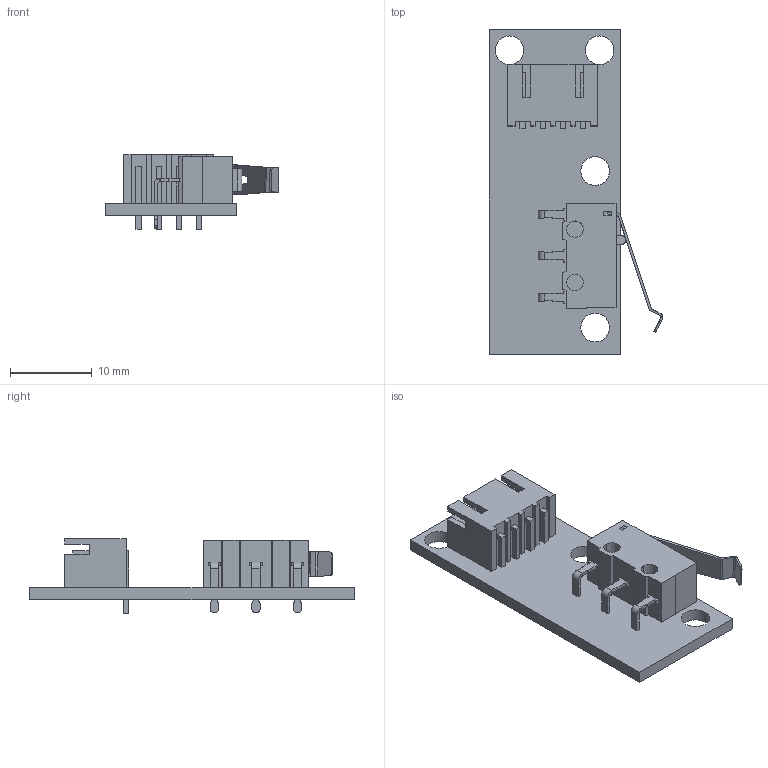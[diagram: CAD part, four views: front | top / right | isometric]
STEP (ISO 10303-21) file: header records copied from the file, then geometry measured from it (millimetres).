
FILE_DESCRIPTION(('CATIA V5 STEP Exchange'),'2;1');
FILE_NAME('Capteur fin de course.stp','2016-08-10T13:04:15+00:00',('none'),('none'),'CATIA Version 5 Release 19 GA (IN-10)','CATIA V5 STEP AP203','none');
FILE_SCHEMA(('CONFIG_CONTROL_DESIGN'));
Length unit declared in the file: millimetre
Products named in the file (2): Capteur fin de course; Capteur
Assembly tree (9 placements, depth 3):
  Capteur fin de course
    #56
    Capteur
      #2582
      #4113
      #4339
      #5410  x3
    #6335
Bounding box: 21.23 x 39.6 x 9.15 mm (x, y, z)
Volume: 1528.6 mm3; surface area: 2848.5 mm2
Topology: 12 solids, 12 shells, 292 faces, 803 edges, 534 vertices
Faces by surface type: plane 252, cylinder 40
Entity records: 7647 total; most frequent: CARTESIAN_POINT 1535, ORIENTED_EDGE 1318, DIRECTION 1043, EDGE_CURVE 659, VECTOR 595, LINE 595, VERTEX_POINT 438, EDGE_LOOP 277
